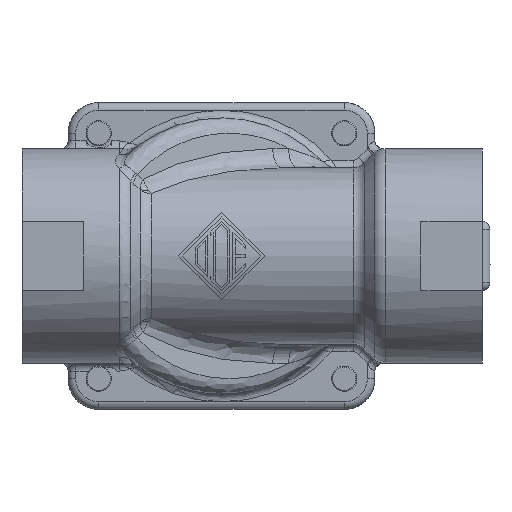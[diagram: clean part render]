
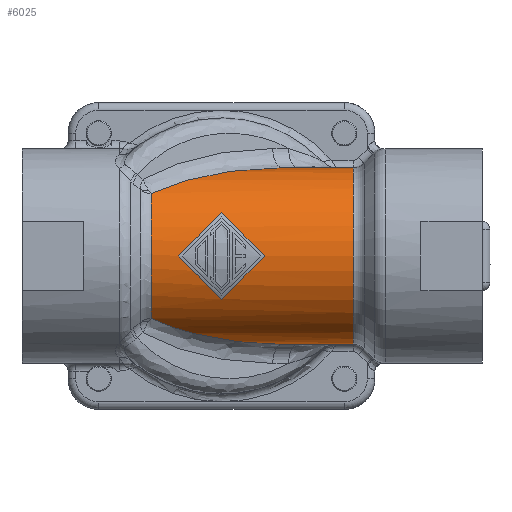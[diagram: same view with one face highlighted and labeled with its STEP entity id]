
A CAD part, front view. The second image highlights one B-rep face of the part: STEP entity #6025.
In plain terms, the highlighted cylindrical face has radius 11.5 mm (diameter 23 mm), a partial arc.
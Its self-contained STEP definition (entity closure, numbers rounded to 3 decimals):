
#369=CARTESIAN_POINT('',(7.944,0.,
-11.5));
#370=CARTESIAN_POINT('',(5.014,-1.39,-11.5));
#371=CARTESIAN_POINT('',(-0.844,-4.168,
-11.004));
#372=CARTESIAN_POINT('',(-6.525,-6.862,
-9.397));
#373=CARTESIAN_POINT('',(-9.17,-8.117,
-8.147));
#378=CARTESIAN_POINT('',(-9.17,-8.117,
-8.147));
#379=CARTESIAN_POINT('',(-9.172,-8.544,
-7.721));
#380=CARTESIAN_POINT('',(-9.172,-9.331,
-6.802));
#381=CARTESIAN_POINT('',(-9.172,-10.283,
-5.254));
#382=CARTESIAN_POINT('',(-9.172,-10.98,
-3.577));
#383=CARTESIAN_POINT('',(-9.172,-11.405,
-1.811));
#384=CARTESIAN_POINT('',(-9.172,-11.548,
0.));
#385=CARTESIAN_POINT('',(-9.172,-11.405,1.811));
#386=CARTESIAN_POINT('',(-9.172,-10.979,3.577));
#387=CARTESIAN_POINT('',(-9.172,-10.283,5.255));
#388=CARTESIAN_POINT('',(-9.172,-9.331,6.803));
#389=CARTESIAN_POINT('',(-9.172,-8.544,7.721));
#390=CARTESIAN_POINT('',(-9.17,-8.117,8.147));
#395=CARTESIAN_POINT('',(-9.17,-8.117,8.147));
#396=CARTESIAN_POINT('',(-8.142,-7.632,8.629));
#397=CARTESIAN_POINT('',(-5.885,-6.557,9.526));
#398=CARTESIAN_POINT('',(-1.938,-4.686,10.578));
#399=CARTESIAN_POINT('',(2.642,-2.519,11.305));
#400=CARTESIAN_POINT('',(6.108,-0.861,11.5));
#401=CARTESIAN_POINT('',(7.944,0.,11.5));
#406=DIRECTION('',(1.,0.,0.));
#407=VECTOR('',#406,9.227);
#408=CARTESIAN_POINT('',(7.944,0.,11.5));
#409=LINE('',#408,#407);
#413=DIRECTION('',(-1.,0.,0.));
#414=VECTOR('',#413,9.227);
#415=CARTESIAN_POINT('',(17.172,0.,-11.5));
#416=LINE('',#415,#414);
#420=CARTESIAN_POINT('',(-5.657,-11.5,0.));
#421=CARTESIAN_POINT('',(-4.68,-11.5,-0.977));
#422=CARTESIAN_POINT('',(-2.761,-11.255,
-2.896));
#423=CARTESIAN_POINT('',(-0.907,-10.525,
-4.75));
#424=CARTESIAN_POINT('',(0.,-10.012,
-5.657));
#429=CARTESIAN_POINT('',(0.,-10.012,
-5.657));
#430=CARTESIAN_POINT('',(0.907,-10.525,
-4.75));
#431=CARTESIAN_POINT('',(2.761,-11.255,-2.896));
#432=CARTESIAN_POINT('',(4.68,-11.5,-0.977));
#433=CARTESIAN_POINT('',(5.657,-11.5,0.));
#438=CARTESIAN_POINT('',(5.657,-11.5,0.));
#439=CARTESIAN_POINT('',(4.68,-11.5,0.977));
#440=CARTESIAN_POINT('',(2.761,-11.255,2.896));
#441=CARTESIAN_POINT('',(0.907,-10.525,4.75));
#442=CARTESIAN_POINT('',(0.,-10.012,
5.657));
#447=CARTESIAN_POINT('',(0.,-10.012,
5.657));
#448=CARTESIAN_POINT('',(-0.907,-10.525,
4.75));
#449=CARTESIAN_POINT('',(-2.761,-11.255,2.896));
#450=CARTESIAN_POINT('',(-4.68,-11.5,0.977));
#451=CARTESIAN_POINT('',(-5.657,-11.5,0.));
#2298=CARTESIAN_POINT('',(17.172,0.,0.));
#2299=DIRECTION('',(1.,0.,0.));
#2300=DIRECTION('',(0.,0.,1.));
#2301=AXIS2_PLACEMENT_3D('',#2298,#2299,#2300);
#5233=CARTESIAN_POINT('',(17.172,0.,-11.5));
#5234=VERTEX_POINT('',#5233);
#5235=CARTESIAN_POINT('',(7.944,0.,
-11.5));
#5237=VERTEX_POINT('',#5235);
#5275=CARTESIAN_POINT('',(17.172,0.,11.5));
#5276=VERTEX_POINT('',#5275);
#5304=VERTEX_POINT('',#373);
#5305=VERTEX_POINT('',#390);
#5306=VERTEX_POINT('',#401);
#5307=VERTEX_POINT('',#420);
#5308=VERTEX_POINT('',#424);
#5309=VERTEX_POINT('',#433);
#5310=VERTEX_POINT('',#442);
#5998=CARTESIAN_POINT('',(-9.699,0.,0.));
#5999=DIRECTION('',(1.,0.,0.));
#6000=DIRECTION('',(0.,-1.,0.));
#6001=AXIS2_PLACEMENT_3D('',#5998,#5999,#6000);
#6002=CYLINDRICAL_SURFACE('',#6001,11.5);
#6003=ORIENTED_EDGE('',*,*,#5980,.T.);
#6005=ORIENTED_EDGE('',*,*,#6004,.T.);
#6007=ORIENTED_EDGE('',*,*,#6006,.T.);
#6009=ORIENTED_EDGE('',*,*,#6008,.T.);
#6011=ORIENTED_EDGE('',*,*,#6010,.T.);
#6012=ORIENTED_EDGE('',*,*,#5878,.T.);
#6013=EDGE_LOOP('',(#6003,#6005,#6007,#6009,#6011,#6012));
#6014=FACE_OUTER_BOUND('',#6013,.F.);
#6016=ORIENTED_EDGE('',*,*,#6015,.T.);
#6018=ORIENTED_EDGE('',*,*,#6017,.T.);
#6020=ORIENTED_EDGE('',*,*,#6019,.T.);
#6022=ORIENTED_EDGE('',*,*,#6021,.T.);
#6023=EDGE_LOOP('',(#6016,#6018,#6020,#6022));
#6024=FACE_BOUND('',#6023,.F.);
#6025=ADVANCED_FACE('',(#6014,#6024),#6002,.T.);
#374=B_SPLINE_CURVE_WITH_KNOTS('',3,(#369,#370,#371,#372,#373),.UNSPECIFIED.,
.F.,.F.,(4,1,4),(0.,0.5,1.),.UNSPECIFIED.);
#391=B_SPLINE_CURVE_WITH_KNOTS('',3,(#378,#379,#380,#381,#382,#383,#384,#385,
#386,#387,#388,#389,#390),.UNSPECIFIED.,.F.,.F.,(4,1,1,1,1,1,1,1,1,1,4),(0.,
0.1,0.2,0.3,0.4,0.5,0.6,0.7,0.8,0.9,1.),.UNSPECIFIED.);
#402=B_SPLINE_CURVE_WITH_KNOTS('',3,(#395,#396,#397,#398,#399,#400,#401),
.UNSPECIFIED.,.F.,.F.,(4,1,1,1,4),(0.,0.25,0.5,0.75,1.),
.UNSPECIFIED.);
#425=B_SPLINE_CURVE_WITH_KNOTS('',3,(#420,#421,#422,#423,#424),.UNSPECIFIED.,
.F.,.F.,(4,1,4),(0.,0.5,1.),.UNSPECIFIED.);
#434=B_SPLINE_CURVE_WITH_KNOTS('',3,(#429,#430,#431,#432,#433),.UNSPECIFIED.,
.F.,.F.,(4,1,4),(0.,0.5,1.),.UNSPECIFIED.);
#443=B_SPLINE_CURVE_WITH_KNOTS('',3,(#438,#439,#440,#441,#442),.UNSPECIFIED.,
.F.,.F.,(4,1,4),(0.,0.5,1.),.UNSPECIFIED.);
#452=B_SPLINE_CURVE_WITH_KNOTS('',3,(#447,#448,#449,#450,#451),.UNSPECIFIED.,
.F.,.F.,(4,1,4),(0.,0.5,1.),.UNSPECIFIED.);
#2302=CIRCLE('',#2301,11.5);
#5878=EDGE_CURVE('',#5234,#5237,#416,.T.);
#5980=EDGE_CURVE('',#5237,#5304,#374,.T.);
#6004=EDGE_CURVE('',#5304,#5305,#391,.T.);
#6006=EDGE_CURVE('',#5305,#5306,#402,.T.);
#6008=EDGE_CURVE('',#5306,#5276,#409,.T.);
#6010=EDGE_CURVE('',#5276,#5234,#2302,.T.);
#6015=EDGE_CURVE('',#5307,#5308,#425,.T.);
#6017=EDGE_CURVE('',#5308,#5309,#434,.T.);
#6019=EDGE_CURVE('',#5309,#5310,#443,.T.);
#6021=EDGE_CURVE('',#5310,#5307,#452,.T.);
